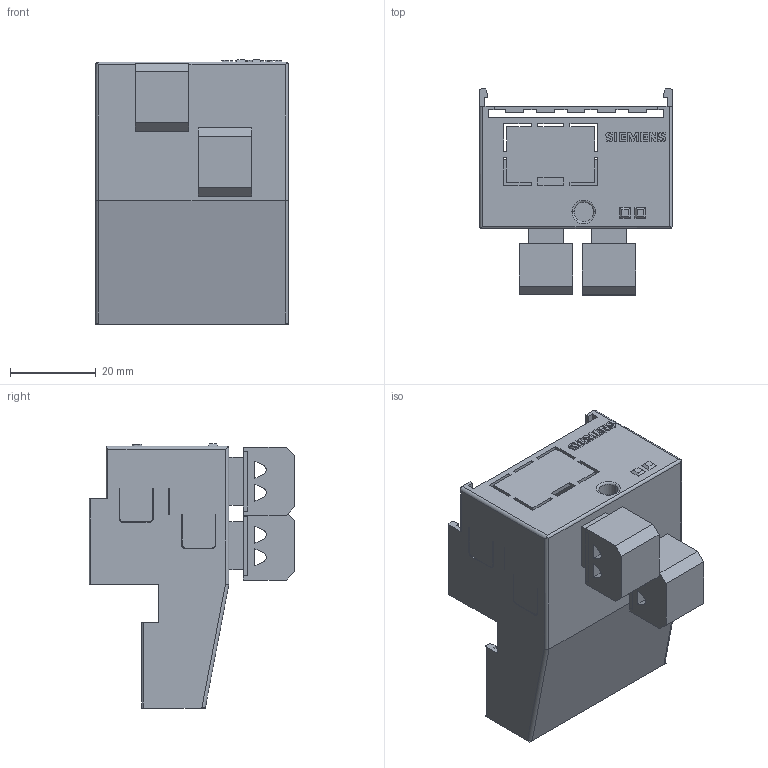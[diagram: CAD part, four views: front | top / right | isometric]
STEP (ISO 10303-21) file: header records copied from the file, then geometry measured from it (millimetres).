
FILE_DESCRIPTION(('STEP AP214'),'1');
FILE_NAME('cctmp_7D867128-55BA-4EBB-9E19-0B269CA98D43_2023_07_18_13_05_53_0132..stp','2023-07-18T11:05:53',('SIEMENS A&D'),('CADClick - www.CADClick.com'),'Spatial InterOp 3D postprocessed',' ','unknown authorization');
FILE_SCHEMA(('AUTOMOTIVE_DESIGN'));
Length unit declared in the file: millimetre
Products named in the file (15): cc_unnamed; 2023_07_18_13_05_53_0085; 2023_07_18_13_05_53_0054; 2023_07_18_13_05_53_0022; 2023_07_18_13_05_52_0991; 2023_07_18_13_05_52_0960; 2023_07_18_13_05_52_0929; 2023_07_18_13_05_52_0897; 2023_07_18_13_05_52_0866; 2023_07_18_13_05_52_0835; 2023_07_18_13_05_52_0804; 2023_07_18_13_05_52_0772; 2023_07_18_13_05_52_0741; 2023_07_18_13_05_52_0710; 2023_07_18_13_05_52_0679
Assembly tree (14 placements, depth 2):
  cc_unnamed
    2023_07_18_13_05_53_0085
    2023_07_18_13_05_53_0054
    2023_07_18_13_05_53_0022
    2023_07_18_13_05_52_0991
    2023_07_18_13_05_52_0960
    2023_07_18_13_05_52_0929
    2023_07_18_13_05_52_0897
    2023_07_18_13_05_52_0866
    2023_07_18_13_05_52_0835
    2023_07_18_13_05_52_0804
    2023_07_18_13_05_52_0772
    2023_07_18_13_05_52_0741
    2023_07_18_13_05_52_0710
    2023_07_18_13_05_52_0679
Bounding box: 45 x 48.02 x 61.6 mm (x, y, z)
Volume: 50686.9 mm3; surface area: 22914.3 mm2
Topology: 14 solids, 14 shells, 337 faces, 937 edges, 620 vertices
Faces by surface type: plane 272, cylinder 63, torus 2
Entity records: 18393 total; most frequent: CARTESIAN_POINT 1959, STYLED_ITEM 1908, PRESENTATION_STYLE_ASSIGNMENT 1908, ORIENTED_EDGE 1874, DIRECTION 1761, EDGE_CURVE 937, CURVE_STYLE 937, DRAUGHTING_PRE_DEFINED_CURVE_FONT 937
